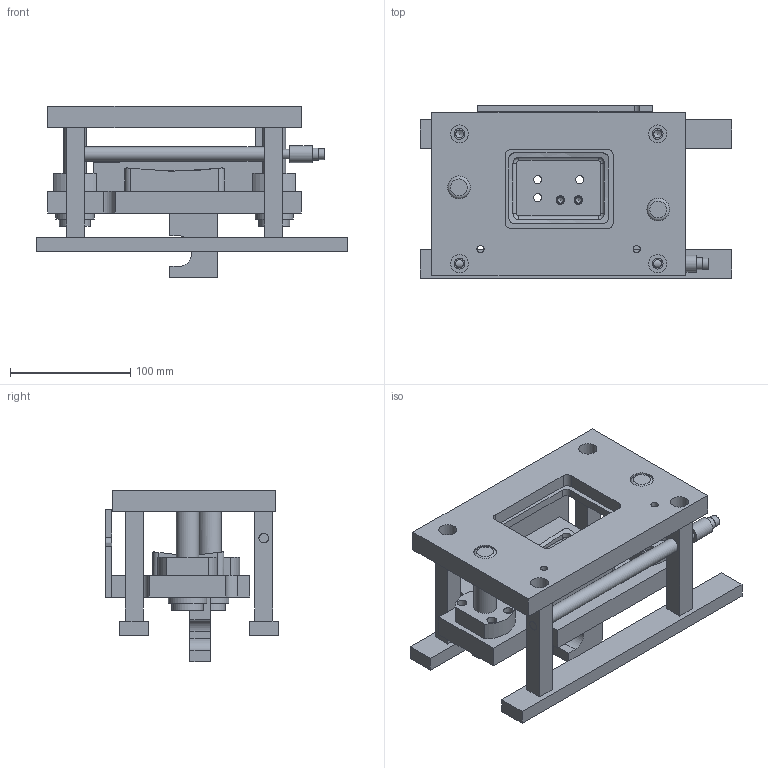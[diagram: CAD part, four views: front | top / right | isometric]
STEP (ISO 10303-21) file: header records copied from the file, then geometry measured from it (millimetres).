
FILE_DESCRIPTION(('FreeCAD Model'),'2;1');
FILE_NAME('Open CASCADE Shape Model','2022-06-18T16:41:05',('Author'),( ''),'Open CASCADE STEP processor 7.5','FreeCAD','Unknown');
FILE_SCHEMA(('AUTOMOTIVE_DESIGN { 1 0 10303 214 1 1 1 1 }'));
Length unit declared in the file: millimetre
Products named in the file (18): shear_mold_asm; 1_001; 2_001; 3_001; 4_001; 5_001; 6_001; 7_001; 8_001; 9_001; 10_001; 11_001; 12_001; 13_001; 14_001; 15_001; 16_001; 17_001
Assembly tree (17 placements, depth 2):
  shear_mold_asm
    1_001
    2_001
    3_001
    4_001
    5_001
    6_001
    7_001
    8_001
    9_001
    10_001
    11_001
    12_001
    13_001
    14_001
    15_001
    16_001
    17_001
Bounding box: 259 x 143.5 x 143 mm (x, y, z)
Volume: 1199318.4 mm3; surface area: 277738.8 mm2
Topology: 17 solids, 17 shells, 283 faces, 639 edges, 424 vertices
Faces by surface type: plane 139, cylinder 125, cone 12, bspline 5, torus 2
Full cylindrical faces by diameter (mm): 2.459 x1, 3.25 x8, 4.5 x8, 4.917 x6, 6 x2, 6.5 x2, 6.647 x11, 7 x2, 8 x13, 9 x12, 10 x3, 12 x1, 13.5 x3, 14 x1, 15 x8, 18 x2, 19 x6, 26 x2, 32 x4
Entity records: 18933 total; most frequent: CARTESIAN_POINT 5301, DIRECTION 2548, LINE 1324, VECTOR 1324, ORIENTED_EDGE 1256, PCURVE 1256, DEFINITIONAL_REPRESENTATION 1256, EDGE_CURVE 628
